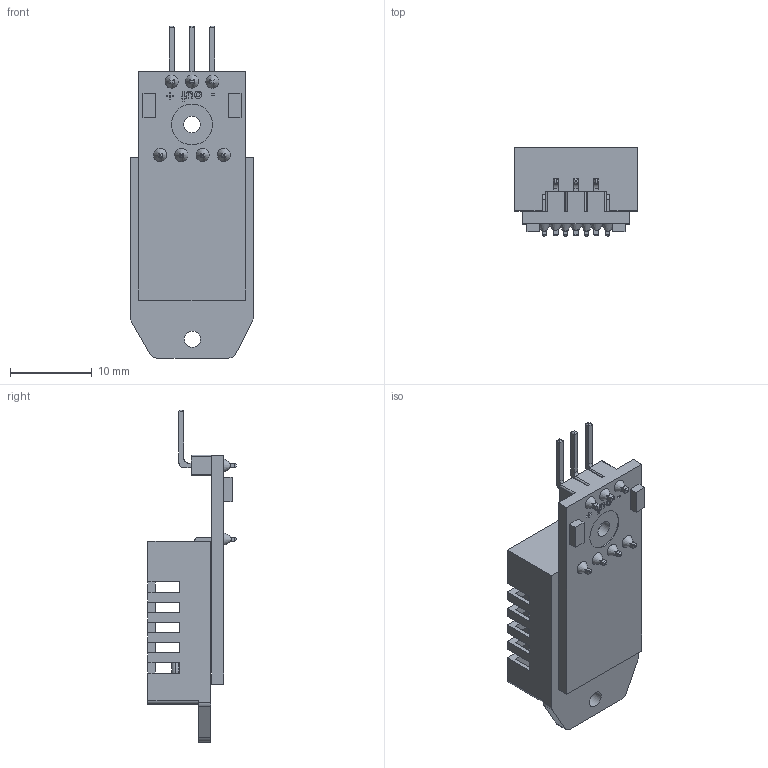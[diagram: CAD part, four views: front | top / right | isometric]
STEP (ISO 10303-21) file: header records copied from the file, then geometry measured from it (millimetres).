
FILE_DESCRIPTION(/* description */ ('STEP AP242','CAx-IF Rec.Pracs.---Representation and Presentation of Product Manufacturing Information (PMI)---4.0---2014-10-13','CAx-IF Rec.Pracs.---3D Tessellated Geometry---0.4---2014-09-14','2;1'),/* implementation_level */ '2;1');
FILE_NAME(/* name */ '66d878bd3f5b582a480d2bef',/* time_stamp */ '2024-09-04T15:11:58Z',/* author */ (''),/* organization */ (''),/* preprocessor_version */ 'ST-DEVELOPER v20',/* originating_system */ ' ',/* authorisation */ ' ');
FILE_SCHEMA (('AP242_MANAGED_MODEL_BASED_3D_ENGINEERING_MIM_LF { 1 0 10303 442 1 1 4 }'));
Length unit declared in the file: metre
Products named in the file (1): Part 1
Bounding box: 15 x 10.8 x 40.65 mm (x, y, z)
Volume: 2317.8 mm3; surface area: 2813.9 mm2
Topology: 1 solids, 1 shells, 599 faces, 1675 edges, 1096 vertices
Faces by surface type: plane 419, cylinder 105, bspline 65, cone 7, torus 3
Full cylindrical faces by diameter (mm): 1.622 x4, 2 x2, 3 x1, 5 x2
Entity records: 25930 total; most frequent: CARTESIAN_POINT 7928, ORIENTED_EDGE 3302, DIRECTION 2705, EDGE_CURVE 1651, LINE 1291, VECTOR 1291, VERTEX_POINT 1088, AXIS2_PLACEMENT_3D 707
